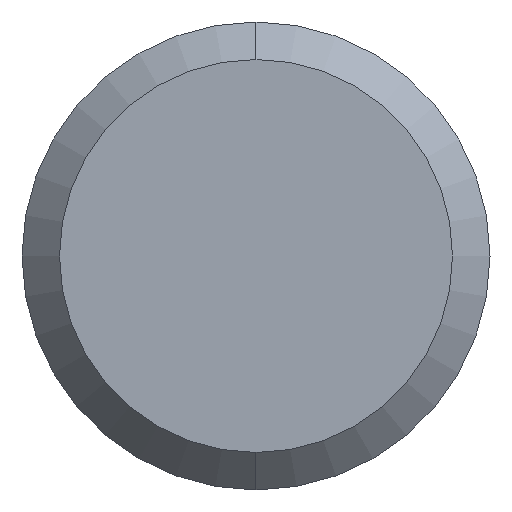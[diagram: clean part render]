
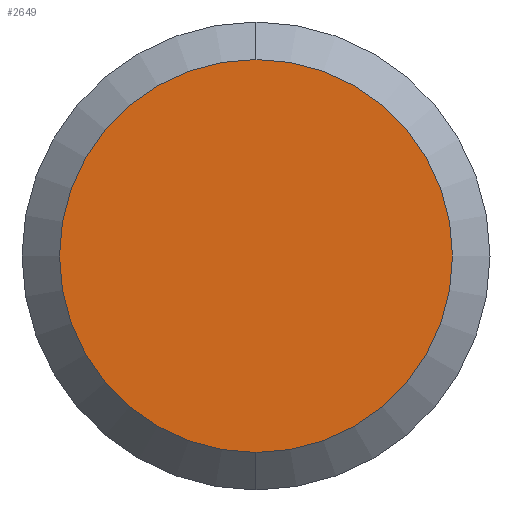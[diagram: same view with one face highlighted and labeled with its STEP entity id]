
A CAD part, left-side view. The second image highlights one B-rep face of the part: STEP entity #2649.
In plain terms, the highlighted planar face has unit normal (-1, 0, 0).
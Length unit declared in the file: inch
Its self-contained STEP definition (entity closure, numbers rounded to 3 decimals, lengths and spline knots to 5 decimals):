
#166 = CARTESIAN_POINT ( 'NONE',  ( 0., 0., 0.10485 ) ) ;
#251 = VERTEX_POINT ( 'NONE', #166 ) ;
#371 = DIRECTION ( 'NONE',  ( -1., 0., 0. ) ) ;
#395 = DIRECTION ( 'NONE',  ( 1., 0., 0. ) ) ;
#669 = PLANE ( 'NONE',  #1040 ) ;
#718 = EDGE_CURVE ( 'NONE', #251, #2283, #2291, .T. ) ;
#1040 = AXIS2_PLACEMENT_3D ( 'NONE', #1459, #395, #1742 ) ;
#1072 = EDGE_LOOP ( 'NONE', ( #2492, #1829 ) ) ;
#1165 = EDGE_CURVE ( 'NONE', #2283, #251, #2701, .T. ) ;
#1459 = CARTESIAN_POINT ( 'NONE',  ( 0., 0., 0. ) ) ;
#1508 = DIRECTION ( 'NONE',  ( 0., 0., -1. ) ) ;
#1742 = DIRECTION ( 'NONE',  ( 0., 0., -1. ) ) ;
#1829 = ORIENTED_EDGE ( 'NONE', *, *, #718, .T. ) ;
#1996 = DIRECTION ( 'NONE',  ( 0., 0., -1. ) ) ;
#2221 = FACE_OUTER_BOUND ( 'NONE', #1072, .T. ) ;
#2283 = VERTEX_POINT ( 'NONE', #2941 ) ;
#2291 = CIRCLE ( 'NONE', #3173, 0.10485 ) ;
#2479 = AXIS2_PLACEMENT_3D ( 'NONE', #3091, #3384, #1508 ) ;
#2492 = ORIENTED_EDGE ( 'NONE', *, *, #1165, .T. ) ;
#2649 = ADVANCED_FACE ( 'NONE', ( #2221 ), #669, .F. ) ;
#2701 = CIRCLE ( 'NONE', #2479, 0.10485 ) ;
#2769 = CARTESIAN_POINT ( 'NONE',  ( 0., 0., 0. ) ) ;
#2941 = CARTESIAN_POINT ( 'NONE',  ( 0., 0., -0.10485 ) ) ;
#3091 = CARTESIAN_POINT ( 'NONE',  ( 0., 0., 0. ) ) ;
#3173 = AXIS2_PLACEMENT_3D ( 'NONE', #2769, #371, #1996 ) ;
#3384 = DIRECTION ( 'NONE',  ( -1., 0., 0. ) ) ;
